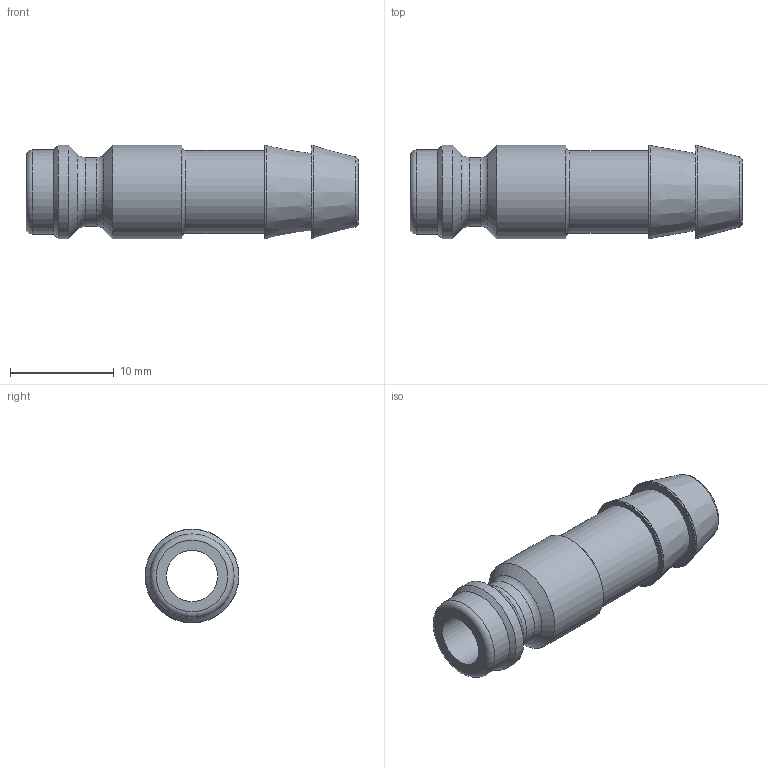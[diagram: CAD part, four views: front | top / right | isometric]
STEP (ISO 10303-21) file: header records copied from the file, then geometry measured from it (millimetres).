
FILE_DESCRIPTION((''),'2;1');
FILE_NAME('21sftf08mxn.stp','2014-05-14T14:32:35',('IA176480'),(''),'Autodesk Inventor 2013','Autodesk Inventor 2013','');
FILE_SCHEMA(('AUTOMOTIVE_DESIGN { 1 0 10303 214 1 1 1 1 }'));
Length unit declared in the file: millimetre
Products named in the file (1): D107136
Bounding box: 32 x 9.04 x 9.04 mm (x, y, z)
Volume: 1069 mm3; surface area: 1486.1 mm2
Topology: 2 solids, 2 shells, 29 faces, 58 edges, 32 vertices
Faces by surface type: torus 9, plane 7, cone 7, cylinder 6
Full cylindrical faces by diameter (mm): 4.95 x1, 6.65 x1, 8 x1, 8.1 x1, 9 x2
Entity records: 606 total; most frequent: DIRECTION 118, CARTESIAN_POINT 84, AXIS2_PLACEMENT_3D 59, ORIENTED_EDGE 58, EDGE_LOOP 58, CIRCLE 29, EDGE_CURVE 29, FACE_OUTER_BOUND 29
